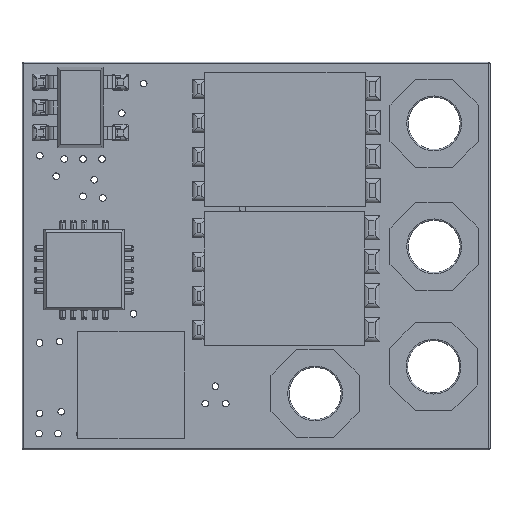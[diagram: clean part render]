
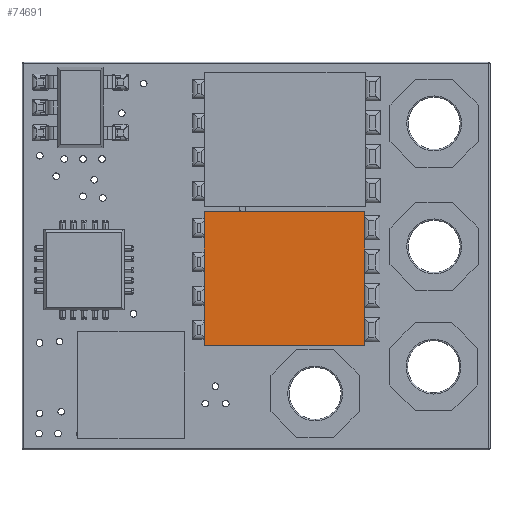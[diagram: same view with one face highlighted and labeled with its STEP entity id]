
A CAD part, top view. The second image highlights one B-rep face of the part: STEP entity #74691.
In plain terms, the highlighted planar face has unit normal (0, 0, 1).
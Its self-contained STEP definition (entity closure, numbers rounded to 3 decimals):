
#2930 = EDGE_CURVE ( 'NONE', #21626, #14544, #4915, .T. ) ;
#3475 = CARTESIAN_POINT ( 'NONE',  ( 9.81, 6.4, 2. ) ) ;
#4350 = EDGE_CURVE ( 'NONE', #31438, #66884, #22264, .T. ) ;
#4915 = LINE ( 'NONE', #67099, #14211 ) ;
#9177 = DIRECTION ( 'NONE',  ( -1., 0., 0. ) ) ;
#10258 = ORIENTED_EDGE ( 'NONE', *, *, #4350, .T. ) ;
#13391 = CARTESIAN_POINT ( 'NONE',  ( 12.81, 3.9, 2. ) ) ;
#14188 = PLANE ( 'NONE',  #43320 ) ;
#14211 = VECTOR ( 'NONE', #38499, 1000. ) ;
#14544 = VERTEX_POINT ( 'NONE', #23427 ) ;
#16423 = DIRECTION ( 'NONE',  ( 1., 0., 0. ) ) ;
#18588 = EDGE_CURVE ( 'NONE', #14544, #31438, #33958, .T. ) ;
#21626 = VERTEX_POINT ( 'NONE', #13391 ) ;
#22264 = LINE ( 'NONE', #23007, #63360 ) ;
#23007 = CARTESIAN_POINT ( 'NONE',  ( 6.81, 8.9, 2. ) ) ;
#23427 = CARTESIAN_POINT ( 'NONE',  ( 12.81, 8.9, 2. ) ) ;
#26761 = DIRECTION ( 'NONE',  ( 0., 0., 1. ) ) ;
#27744 = CARTESIAN_POINT ( 'NONE',  ( 6.81, 3.9, 2. ) ) ;
#31438 = VERTEX_POINT ( 'NONE', #37251 ) ;
#33958 = LINE ( 'NONE', #51073, #38929 ) ;
#37251 = CARTESIAN_POINT ( 'NONE',  ( 6.81, 8.9, 2. ) ) ;
#38223 = FACE_OUTER_BOUND ( 'NONE', #64629, .T. ) ;
#38301 = ORIENTED_EDGE ( 'NONE', *, *, #2930, .T. ) ;
#38499 = DIRECTION ( 'NONE',  ( 0., 1., 0. ) ) ;
#38929 = VECTOR ( 'NONE', #9177, 1000. ) ;
#41782 = VECTOR ( 'NONE', #74300, 1000. ) ;
#41992 = DIRECTION ( 'NONE',  ( 0., -1., 0. ) ) ;
#42218 = ORIENTED_EDGE ( 'NONE', *, *, #51664, .T. ) ;
#43320 = AXIS2_PLACEMENT_3D ( 'NONE', #3475, #26761, #16423 ) ;
#45295 = LINE ( 'NONE', #27744, #41782 ) ;
#48900 = CARTESIAN_POINT ( 'NONE',  ( 6.81, 3.9, 2. ) ) ;
#51073 = CARTESIAN_POINT ( 'NONE',  ( 12.81, 8.9, 2. ) ) ;
#51664 = EDGE_CURVE ( 'NONE', #66884, #21626, #45295, .T. ) ;
#53123 = ORIENTED_EDGE ( 'NONE', *, *, #18588, .T. ) ;
#63360 = VECTOR ( 'NONE', #41992, 1000. ) ;
#64629 = EDGE_LOOP ( 'NONE', ( #42218, #38301, #53123, #10258 ) ) ;
#66884 = VERTEX_POINT ( 'NONE', #48900 ) ;
#67099 = CARTESIAN_POINT ( 'NONE',  ( 12.81, 3.9, 2. ) ) ;
#74300 = DIRECTION ( 'NONE',  ( 1., 0., 0. ) ) ;
#74691 = ADVANCED_FACE ( 'NONE', ( #38223 ), #14188, .T. ) ;
